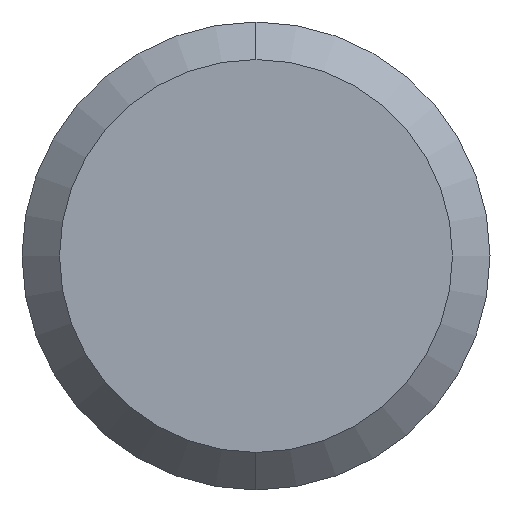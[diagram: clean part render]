
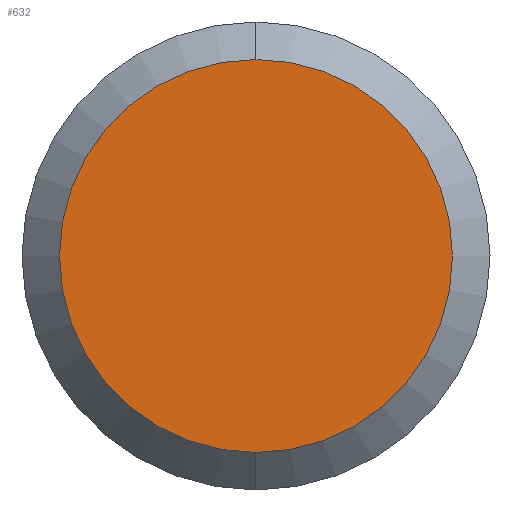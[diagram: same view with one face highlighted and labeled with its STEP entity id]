
A CAD part, left-side view. The second image highlights one B-rep face of the part: STEP entity #632.
In plain terms, the highlighted planar face has unit normal (-1, 0, 0).
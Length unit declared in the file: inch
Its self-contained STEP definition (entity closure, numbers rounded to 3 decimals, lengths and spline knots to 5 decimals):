
#31 = EDGE_LOOP ( 'NONE', ( #172, #553 ) ) ;
#45 = CARTESIAN_POINT ( 'NONE',  ( 0., 0., 0.05235 ) ) ;
#111 = VERTEX_POINT ( 'NONE', #45 ) ;
#112 = DIRECTION ( 'NONE',  ( 0., 0., -1. ) ) ;
#127 = CARTESIAN_POINT ( 'NONE',  ( 0., 0., 0. ) ) ;
#172 = ORIENTED_EDGE ( 'NONE', *, *, #623, .T. ) ;
#175 = CARTESIAN_POINT ( 'NONE',  ( 0., 0., -0.05235 ) ) ;
#200 = CARTESIAN_POINT ( 'NONE',  ( 0., 0., 0. ) ) ;
#228 = FACE_OUTER_BOUND ( 'NONE', #31, .T. ) ;
#232 = PLANE ( 'NONE',  #311 ) ;
#263 = DIRECTION ( 'NONE',  ( -1., 0., 0. ) ) ;
#311 = AXIS2_PLACEMENT_3D ( 'NONE', #127, #339, #112 ) ;
#314 = VERTEX_POINT ( 'NONE', #175 ) ;
#339 = DIRECTION ( 'NONE',  ( 1., 0., 0. ) ) ;
#481 = CIRCLE ( 'NONE', #687, 0.05235 ) ;
#483 = DIRECTION ( 'NONE',  ( 0., 0., 1. ) ) ;
#527 = EDGE_CURVE ( 'NONE', #111, #314, #592, .T. ) ;
#553 = ORIENTED_EDGE ( 'NONE', *, *, #527, .T. ) ;
#554 = DIRECTION ( 'NONE',  ( -1., 0., 0. ) ) ;
#592 = CIRCLE ( 'NONE', #607, 0.05235 ) ;
#607 = AXIS2_PLACEMENT_3D ( 'NONE', #200, #263, #483 ) ;
#609 = DIRECTION ( 'NONE',  ( 0., 0., 1. ) ) ;
#623 = EDGE_CURVE ( 'NONE', #314, #111, #481, .T. ) ;
#632 = ADVANCED_FACE ( 'NONE', ( #228 ), #232, .F. ) ;
#670 = CARTESIAN_POINT ( 'NONE',  ( 0., 0., 0. ) ) ;
#687 = AXIS2_PLACEMENT_3D ( 'NONE', #670, #554, #609 ) ;
